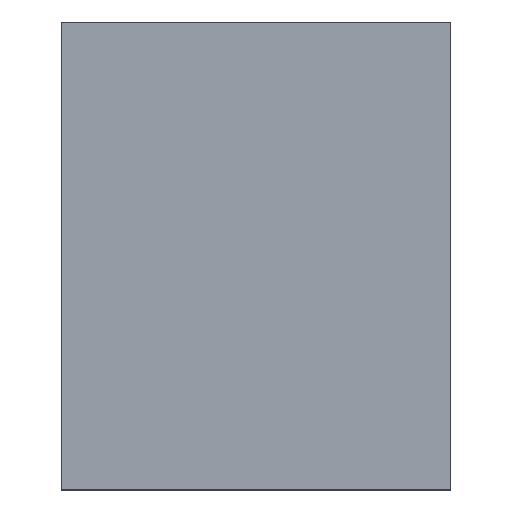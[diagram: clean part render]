
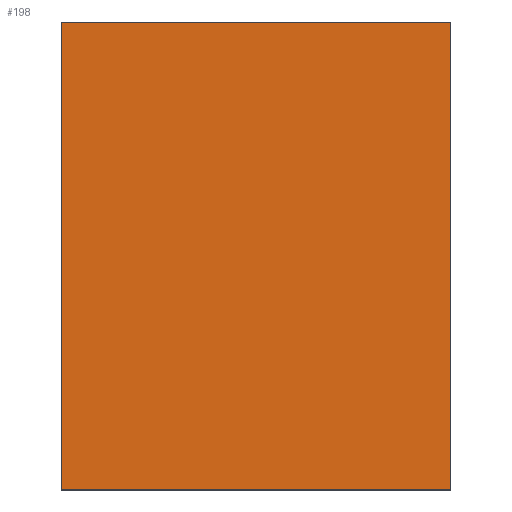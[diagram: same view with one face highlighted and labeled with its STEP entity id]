
A CAD part, top view. The second image highlights one B-rep face of the part: STEP entity #198.
In plain terms, the highlighted planar face has unit normal (0, 0, 1).
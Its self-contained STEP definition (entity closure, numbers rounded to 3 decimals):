
#9 = CARTESIAN_POINT ( 'NONE',  ( -127., -152.4, 1.1 ) ) ;
#14 = LINE ( 'NONE', #82, #21 ) ;
#17 = EDGE_CURVE ( 'NONE', #166, #34, #173, .T. ) ;
#20 = FACE_OUTER_BOUND ( 'NONE', #117, .T. ) ;
#21 = VECTOR ( 'NONE', #147, 1000. ) ;
#30 = ORIENTED_EDGE ( 'NONE', *, *, #72, .T. ) ;
#34 = VERTEX_POINT ( 'NONE', #9 ) ;
#35 = CARTESIAN_POINT ( 'NONE',  ( 0., 0., 1.1 ) ) ;
#39 = VECTOR ( 'NONE', #192, 1000. ) ;
#40 = DIRECTION ( 'NONE',  ( 1., 0., 0. ) ) ;
#50 = ORIENTED_EDGE ( 'NONE', *, *, #141, .T. ) ;
#51 = CARTESIAN_POINT ( 'NONE',  ( 127., -152.4, 1.1 ) ) ;
#56 = AXIS2_PLACEMENT_3D ( 'NONE', #35, #149, #87 ) ;
#68 = VECTOR ( 'NONE', #40, 1000. ) ;
#72 = EDGE_CURVE ( 'NONE', #135, #78, #14, .T. ) ;
#78 = VERTEX_POINT ( 'NONE', #129 ) ;
#82 = CARTESIAN_POINT ( 'NONE',  ( 127., 152.4, 1.1 ) ) ;
#84 = EDGE_CURVE ( 'NONE', #34, #135, #90, .T. ) ;
#85 = ORIENTED_EDGE ( 'NONE', *, *, #84, .T. ) ;
#87 = DIRECTION ( 'NONE',  ( 1., 0., 0. ) ) ;
#88 = PLANE ( 'NONE',  #56 ) ;
#90 = LINE ( 'NONE', #190, #68 ) ;
#117 = EDGE_LOOP ( 'NONE', ( #30, #50, #161, #85 ) ) ;
#121 = CARTESIAN_POINT ( 'NONE',  ( -127., 152.4, 1.1 ) ) ;
#129 = CARTESIAN_POINT ( 'NONE',  ( 127., 152.4, 1.1 ) ) ;
#135 = VERTEX_POINT ( 'NONE', #51 ) ;
#138 = VECTOR ( 'NONE', #165, 1000. ) ;
#139 = CARTESIAN_POINT ( 'NONE',  ( -127., 152.4, 1.1 ) ) ;
#141 = EDGE_CURVE ( 'NONE', #78, #166, #195, .T. ) ;
#147 = DIRECTION ( 'NONE',  ( 0., 1., 0. ) ) ;
#149 = DIRECTION ( 'NONE',  ( 0., 0., 1. ) ) ;
#161 = ORIENTED_EDGE ( 'NONE', *, *, #17, .T. ) ;
#165 = DIRECTION ( 'NONE',  ( -1., 0., 0. ) ) ;
#166 = VERTEX_POINT ( 'NONE', #179 ) ;
#173 = LINE ( 'NONE', #139, #39 ) ;
#179 = CARTESIAN_POINT ( 'NONE',  ( -127., 152.4, 1.1 ) ) ;
#190 = CARTESIAN_POINT ( 'NONE',  ( -127., -152.4, 1.1 ) ) ;
#192 = DIRECTION ( 'NONE',  ( 0., -1., 0. ) ) ;
#195 = LINE ( 'NONE', #121, #138 ) ;
#198 = ADVANCED_FACE ( 'NONE', ( #20 ), #88, .T. ) ;
